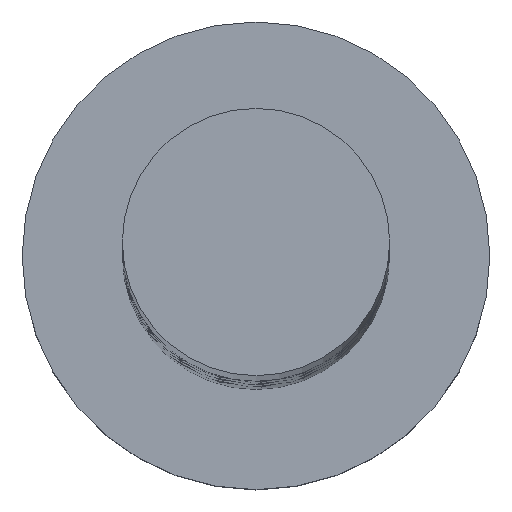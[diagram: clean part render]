
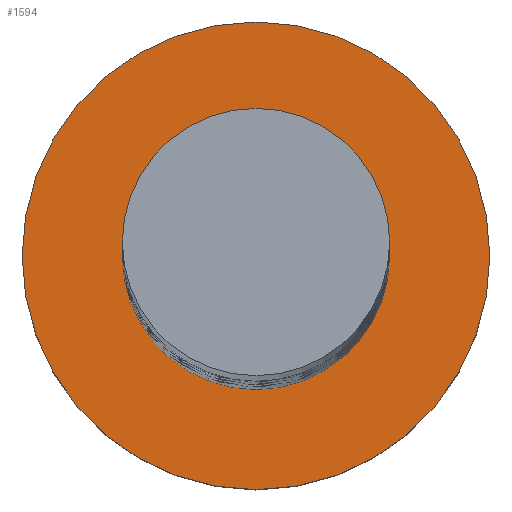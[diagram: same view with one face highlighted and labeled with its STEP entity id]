
A CAD part, top view. The second image highlights one B-rep face of the part: STEP entity #1594.
In plain terms, the highlighted planar face has unit normal (0, 0, 1).
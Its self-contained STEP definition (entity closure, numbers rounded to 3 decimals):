
#1 = DIRECTION ( 'NONE',  ( 0., 0., 1. ) ) ;
#5 = CIRCLE ( 'NONE', #1057, 4. ) ;
#9 = ORIENTED_EDGE ( 'NONE', *, *, #1388, .T. ) ;
#95 = DIRECTION ( 'NONE',  ( 1., 0., 0. ) ) ;
#145 = CARTESIAN_POINT ( 'NONE',  ( 0., 0., 5. ) ) ;
#268 = ORIENTED_EDGE ( 'NONE', *, *, #1453, .F. ) ;
#289 = DIRECTION ( 'NONE',  ( 1., 0., 0. ) ) ;
#294 = DIRECTION ( 'NONE',  ( 1., 0., 0. ) ) ;
#345 = PLANE ( 'NONE',  #1302 ) ;
#361 = CIRCLE ( 'NONE', #1518, 7. ) ;
#401 = CARTESIAN_POINT ( 'NONE',  ( -7., 0., 5. ) ) ;
#417 = FACE_BOUND ( 'NONE', #749, .T. ) ;
#430 = CARTESIAN_POINT ( 'NONE',  ( 0., 0., 5. ) ) ;
#449 = DIRECTION ( 'NONE',  ( 1., 0., 0. ) ) ;
#519 = EDGE_LOOP ( 'NONE', ( #1323, #9 ) ) ;
#562 = AXIS2_PLACEMENT_3D ( 'NONE', #1834, #1268, #95 ) ;
#602 = DIRECTION ( 'NONE',  ( 1., 0., 0. ) ) ;
#749 = EDGE_LOOP ( 'NONE', ( #268, #1045 ) ) ;
#879 = CARTESIAN_POINT ( 'NONE',  ( 0., 0., 5. ) ) ;
#934 = CIRCLE ( 'NONE', #1524, 4. ) ;
#979 = DIRECTION ( 'NONE',  ( 0., 0., 1. ) ) ;
#1045 = ORIENTED_EDGE ( 'NONE', *, *, #1102, .F. ) ;
#1057 = AXIS2_PLACEMENT_3D ( 'NONE', #145, #979, #294 ) ;
#1102 = EDGE_CURVE ( 'NONE', #1813, #1625, #934, .T. ) ;
#1135 = CIRCLE ( 'NONE', #562, 7. ) ;
#1156 = DIRECTION ( 'NONE',  ( 0., 0., 1. ) ) ;
#1192 = CARTESIAN_POINT ( 'NONE',  ( 0., 0., 5. ) ) ;
#1268 = DIRECTION ( 'NONE',  ( 0., 0., 1. ) ) ;
#1302 = AXIS2_PLACEMENT_3D ( 'NONE', #1192, #1156, #449 ) ;
#1323 = ORIENTED_EDGE ( 'NONE', *, *, #1647, .T. ) ;
#1388 = EDGE_CURVE ( 'NONE', #1525, #1790, #1135, .T. ) ;
#1398 = CARTESIAN_POINT ( 'NONE',  ( 7., 0., 5. ) ) ;
#1426 = FACE_OUTER_BOUND ( 'NONE', #519, .T. ) ;
#1453 = EDGE_CURVE ( 'NONE', #1625, #1813, #5, .T. ) ;
#1518 = AXIS2_PLACEMENT_3D ( 'NONE', #879, #1620, #602 ) ;
#1524 = AXIS2_PLACEMENT_3D ( 'NONE', #430, #1, #289 ) ;
#1525 = VERTEX_POINT ( 'NONE', #1398 ) ;
#1540 = CARTESIAN_POINT ( 'NONE',  ( 4., 0., 5. ) ) ;
#1594 = ADVANCED_FACE ( 'NONE', ( #417, #1426 ), #345, .T. ) ;
#1620 = DIRECTION ( 'NONE',  ( 0., 0., 1. ) ) ;
#1625 = VERTEX_POINT ( 'NONE', #1740 ) ;
#1647 = EDGE_CURVE ( 'NONE', #1790, #1525, #361, .T. ) ;
#1740 = CARTESIAN_POINT ( 'NONE',  ( -4., 0., 5. ) ) ;
#1790 = VERTEX_POINT ( 'NONE', #401 ) ;
#1813 = VERTEX_POINT ( 'NONE', #1540 ) ;
#1834 = CARTESIAN_POINT ( 'NONE',  ( 0., 0., 5. ) ) ;
